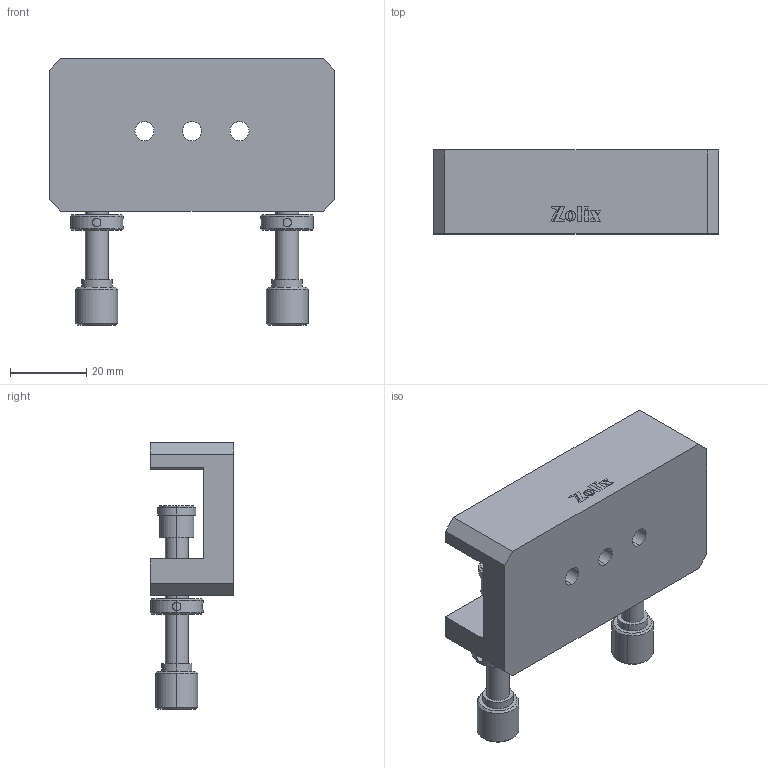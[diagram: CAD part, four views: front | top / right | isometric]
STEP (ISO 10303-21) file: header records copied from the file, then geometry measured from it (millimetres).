
FILE_DESCRIPTION (( 'STEP AP203' ), '1' );
FILE_NAME ('NFH15-75.STEP', '2020-09-17T07:08:20', ( '' ), ( '' ), 'SwSTEP 2.0', 'SolidWorks 2016', '' );
FILE_SCHEMA (( 'CONFIG_CONTROL_DESIGN' ));
Length unit declared in the file: millimetre
Products named in the file (1): NFH15-75
Bounding box: 75 x 22 x 70 mm (x, y, z)
Surface area: 16753.9 mm2 (no closed solid volume)
Topology: 0 solids, 12 shells, 165 faces, 682 edges, 536 vertices
Faces by surface type: plane 73, cylinder 68, cone 24
Entity records: 7394 total; most frequent: CARTESIAN_POINT 1664, DIRECTION 1158, ORIENTED_EDGE 1012, EDGE_CURVE 682, VERTEX_POINT 536, LINE 490, VECTOR 490, AXIS2_PLACEMENT_3D 334
